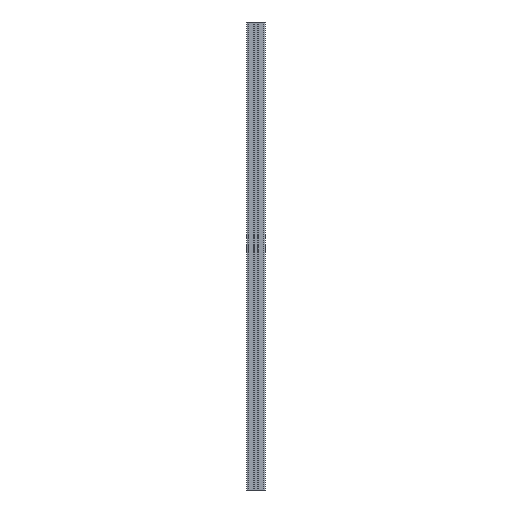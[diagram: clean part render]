
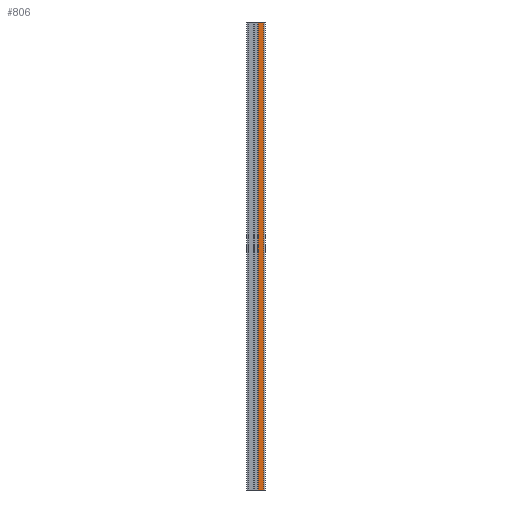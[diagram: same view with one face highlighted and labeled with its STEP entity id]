
A CAD part, front view. The second image highlights one B-rep face of the part: STEP entity #806.
In plain terms, the highlighted planar face has unit normal (0, -1, 0).
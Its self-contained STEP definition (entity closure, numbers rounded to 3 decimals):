
#22 = ORIENTED_EDGE ( 'NONE', *, *, #469, .T. ) ;
#35 = CARTESIAN_POINT ( 'NONE',  ( 0., 0., 1000. ) ) ;
#49 = EDGE_LOOP ( 'NONE', ( #697, #241, #265, #22 ) ) ;
#89 = LINE ( 'NONE', #1101, #986 ) ;
#105 = VERTEX_POINT ( 'NONE', #352 ) ;
#133 = DIRECTION ( 'NONE',  ( 0., 0., -1. ) ) ;
#140 = DIRECTION ( 'NONE',  ( 1., 0., 0. ) ) ;
#181 = VECTOR ( 'NONE', #467, 1000. ) ;
#241 = ORIENTED_EDGE ( 'NONE', *, *, #1070, .F. ) ;
#265 = ORIENTED_EDGE ( 'NONE', *, *, #473, .F. ) ;
#280 = VERTEX_POINT ( 'NONE', #546 ) ;
#335 = DIRECTION ( 'NONE',  ( 0., 0., -1. ) ) ;
#352 = CARTESIAN_POINT ( 'NONE',  ( 4.3, 0., 1000. ) ) ;
#370 = DIRECTION ( 'NONE',  ( 0., 1., 0. ) ) ;
#445 = PLANE ( 'NONE',  #845 ) ;
#458 = DIRECTION ( 'NONE',  ( 0., 0., 1. ) ) ;
#467 = DIRECTION ( 'NONE',  ( 1., 0., 0. ) ) ;
#469 = EDGE_CURVE ( 'NONE', #105, #874, #833, .T. ) ;
#473 = EDGE_CURVE ( 'NONE', #105, #965, #990, .T. ) ;
#546 = CARTESIAN_POINT ( 'NONE',  ( 17., 0., 0. ) ) ;
#549 = CARTESIAN_POINT ( 'NONE',  ( 0., 0., 0. ) ) ;
#582 = VECTOR ( 'NONE', #140, 1000. ) ;
#627 = FACE_OUTER_BOUND ( 'NONE', #49, .T. ) ;
#645 = LINE ( 'NONE', #549, #582 ) ;
#697 = ORIENTED_EDGE ( 'NONE', *, *, #955, .T. ) ;
#728 = CARTESIAN_POINT ( 'NONE',  ( 4.3, 0., 0. ) ) ;
#806 = ADVANCED_FACE ( 'NONE', ( #627 ), #445, .F. ) ;
#810 = CARTESIAN_POINT ( 'NONE',  ( 4.3, 0., 1000. ) ) ;
#826 = CARTESIAN_POINT ( 'NONE',  ( 17., 0., 1000. ) ) ;
#833 = LINE ( 'NONE', #810, #966 ) ;
#845 = AXIS2_PLACEMENT_3D ( 'NONE', #35, #370, #458 ) ;
#874 = VERTEX_POINT ( 'NONE', #728 ) ;
#913 = CARTESIAN_POINT ( 'NONE',  ( 0., 0., 1000. ) ) ;
#955 = EDGE_CURVE ( 'NONE', #874, #280, #645, .T. ) ;
#965 = VERTEX_POINT ( 'NONE', #826 ) ;
#966 = VECTOR ( 'NONE', #133, 1000. ) ;
#986 = VECTOR ( 'NONE', #335, 1000. ) ;
#990 = LINE ( 'NONE', #913, #181 ) ;
#1070 = EDGE_CURVE ( 'NONE', #965, #280, #89, .T. ) ;
#1101 = CARTESIAN_POINT ( 'NONE',  ( 17., 0., 1000. ) ) ;
